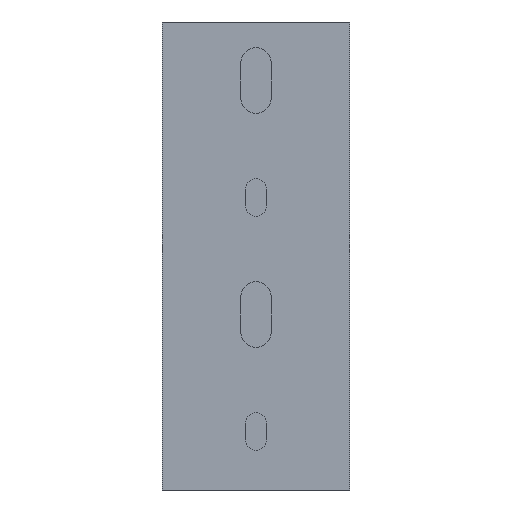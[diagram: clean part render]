
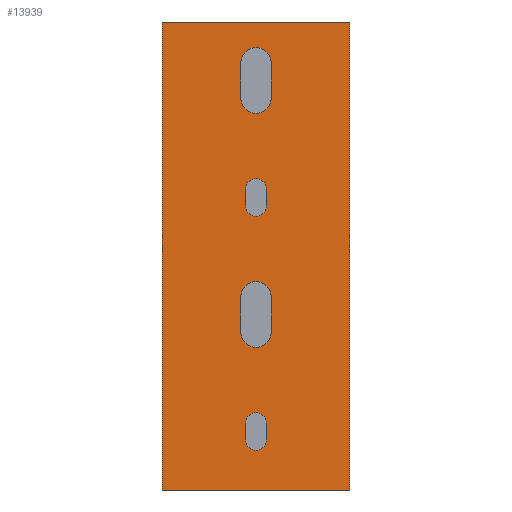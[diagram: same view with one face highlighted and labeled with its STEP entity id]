
A CAD part, front view. The second image highlights one B-rep face of the part: STEP entity #13939.
In plain terms, the highlighted planar face has unit normal (0, -1, 0).
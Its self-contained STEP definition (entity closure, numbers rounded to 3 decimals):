
#267=DIRECTION('',(-1.,0.,0.));
#268=VECTOR('',#267,40.1);
#269=CARTESIAN_POINT('',(20.05,-1.5,0.));
#270=LINE('',#269,#268);
#3596=DIRECTION('',(1.,0.,0.));
#3597=VECTOR('',#3596,40.1);
#3598=CARTESIAN_POINT('',(-20.05,-1.5,-100.));
#3599=LINE('',#3598,#3597);
#3792=DIRECTION('',(0.,0.,-1.));
#3793=VECTOR('',#3792,100.);
#3794=CARTESIAN_POINT('',(-20.05,-1.5,0.));
#3795=LINE('',#3794,#3793);
#6925=DIRECTION('',(0.,0.,-1.));
#6926=VECTOR('',#6925,100.);
#6927=CARTESIAN_POINT('',(20.05,-1.5,0.));
#6928=LINE('',#6927,#6926);
#6932=DIRECTION('',(0.,0.,1.));
#6933=VECTOR('',#6932,3.5);
#6934=CARTESIAN_POINT('',(2.25,-1.5,-89.25));
#6935=LINE('',#6934,#6933);
#6939=DIRECTION('',(0.,0.,1.));
#6940=VECTOR('',#6939,3.5);
#6941=CARTESIAN_POINT('',(-2.25,-1.5,-89.25));
#6942=LINE('',#6941,#6940);
#6946=DIRECTION('',(0.,0.,1.));
#6947=VECTOR('',#6946,7.5);
#6948=CARTESIAN_POINT('',(3.25,-1.5,-16.25));
#6949=LINE('',#6948,#6947);
#6953=DIRECTION('',(0.,0.,1.));
#6954=VECTOR('',#6953,7.5);
#6955=CARTESIAN_POINT('',(-3.25,-1.5,-16.25));
#6956=LINE('',#6955,#6954);
#6960=DIRECTION('',(0.,0.,1.));
#6961=VECTOR('',#6960,3.5);
#6962=CARTESIAN_POINT('',(2.25,-1.5,-39.25));
#6963=LINE('',#6962,#6961);
#6967=DIRECTION('',(0.,0.,1.));
#6968=VECTOR('',#6967,3.5);
#6969=CARTESIAN_POINT('',(-2.25,-1.5,-39.25));
#6970=LINE('',#6969,#6968);
#6974=DIRECTION('',(0.,0.,1.));
#6975=VECTOR('',#6974,7.5);
#6976=CARTESIAN_POINT('',(3.25,-1.5,-66.25));
#6977=LINE('',#6976,#6975);
#6981=DIRECTION('',(0.,0.,1.));
#6982=VECTOR('',#6981,7.5);
#6983=CARTESIAN_POINT('',(-3.25,-1.5,-66.25));
#6984=LINE('',#6983,#6982);
#6988=CARTESIAN_POINT('',(0.,-1.5,-89.25));
#6989=DIRECTION('',(0.,1.,0.));
#6990=DIRECTION('',(1.,0.,0.));
#6991=AXIS2_PLACEMENT_3D('',#6988,#6989,#6990);
#7026=CARTESIAN_POINT('',(0.,-1.5,-85.75));
#7027=DIRECTION('',(0.,1.,0.));
#7028=DIRECTION('',(-1.,0.,0.));
#7029=AXIS2_PLACEMENT_3D('',#7026,#7027,#7028);
#7048=CARTESIAN_POINT('',(0.,-1.5,-16.25));
#7049=DIRECTION('',(0.,1.,0.));
#7050=DIRECTION('',(1.,0.,0.));
#7051=AXIS2_PLACEMENT_3D('',#7048,#7049,#7050);
#7086=CARTESIAN_POINT('',(0.,-1.5,-8.75));
#7087=DIRECTION('',(0.,1.,0.));
#7088=DIRECTION('',(-1.,0.,0.));
#7089=AXIS2_PLACEMENT_3D('',#7086,#7087,#7088);
#7108=CARTESIAN_POINT('',(0.,-1.5,-39.25));
#7109=DIRECTION('',(0.,1.,0.));
#7110=DIRECTION('',(1.,0.,0.));
#7111=AXIS2_PLACEMENT_3D('',#7108,#7109,#7110);
#7146=CARTESIAN_POINT('',(0.,-1.5,-35.75));
#7147=DIRECTION('',(0.,1.,0.));
#7148=DIRECTION('',(-1.,0.,0.));
#7149=AXIS2_PLACEMENT_3D('',#7146,#7147,#7148);
#7168=CARTESIAN_POINT('',(0.,-1.5,-66.25));
#7169=DIRECTION('',(0.,1.,0.));
#7170=DIRECTION('',(1.,0.,0.));
#7171=AXIS2_PLACEMENT_3D('',#7168,#7169,#7170);
#7206=CARTESIAN_POINT('',(0.,-1.5,-58.75));
#7207=DIRECTION('',(0.,1.,0.));
#7208=DIRECTION('',(-1.,0.,0.));
#7209=AXIS2_PLACEMENT_3D('',#7206,#7207,#7208);
#7228=CARTESIAN_POINT('',(-3.25,-1.5,-8.75));
#7229=CARTESIAN_POINT('',(3.25,-1.5,-8.75));
#7230=VERTEX_POINT('',#7228);
#7231=VERTEX_POINT('',#7229);
#7240=CARTESIAN_POINT('',(3.25,-1.5,-16.25));
#7241=CARTESIAN_POINT('',(-3.25,-1.5,-16.25));
#7242=VERTEX_POINT('',#7240);
#7243=VERTEX_POINT('',#7241);
#7244=CARTESIAN_POINT('',(-2.25,-1.5,-35.75));
#7245=CARTESIAN_POINT('',(2.25,-1.5,-35.75));
#7246=VERTEX_POINT('',#7244);
#7247=VERTEX_POINT('',#7245);
#7256=CARTESIAN_POINT('',(2.25,-1.5,-39.25));
#7257=CARTESIAN_POINT('',(-2.25,-1.5,-39.25));
#7258=VERTEX_POINT('',#7256);
#7259=VERTEX_POINT('',#7257);
#7260=CARTESIAN_POINT('',(-3.25,-1.5,-66.25));
#7261=CARTESIAN_POINT('',(-3.25,-1.5,-58.75));
#7262=VERTEX_POINT('',#7260);
#7263=VERTEX_POINT('',#7261);
#7264=CARTESIAN_POINT('',(-2.25,-1.5,-89.25));
#7265=CARTESIAN_POINT('',(-2.25,-1.5,-85.75));
#7266=VERTEX_POINT('',#7264);
#7267=VERTEX_POINT('',#7265);
#7276=CARTESIAN_POINT('',(3.25,-1.5,-66.25));
#7277=CARTESIAN_POINT('',(3.25,-1.5,-58.75));
#7278=VERTEX_POINT('',#7276);
#7279=VERTEX_POINT('',#7277);
#7280=CARTESIAN_POINT('',(2.25,-1.5,-89.25));
#7281=CARTESIAN_POINT('',(2.25,-1.5,-85.75));
#7282=VERTEX_POINT('',#7280);
#7283=VERTEX_POINT('',#7281);
#7356=CARTESIAN_POINT('',(-20.05,-1.5,0.));
#7357=CARTESIAN_POINT('',(-20.05,-1.5,-100.));
#7358=VERTEX_POINT('',#7356);
#7359=VERTEX_POINT('',#7357);
#7360=CARTESIAN_POINT('',(20.05,-1.5,0.));
#7361=CARTESIAN_POINT('',(20.05,-1.5,-100.));
#7362=VERTEX_POINT('',#7360);
#7363=VERTEX_POINT('',#7361);
#13888=CARTESIAN_POINT('',(-20.05,-1.5,0.));
#13889=DIRECTION('',(0.,-1.,0.));
#13890=DIRECTION('',(1.,0.,0.));
#13891=AXIS2_PLACEMENT_3D('',#13888,#13889,#13890);
#13892=PLANE('',#13891);
#13893=ORIENTED_EDGE('',*,*,#8549,.F.);
#13894=ORIENTED_EDGE('',*,*,#8698,.T.);
#13895=ORIENTED_EDGE('',*,*,#11207,.F.);
#13896=ORIENTED_EDGE('',*,*,#11469,.F.);
#13897=EDGE_LOOP('',(#13893,#13894,#13895,#13896));
#13898=FACE_OUTER_BOUND('',#13897,.F.);
#13900=ORIENTED_EDGE('',*,*,#13899,.F.);
#13902=ORIENTED_EDGE('',*,*,#13901,.T.);
#13904=ORIENTED_EDGE('',*,*,#13903,.F.);
#13906=ORIENTED_EDGE('',*,*,#13905,.F.);
#13907=EDGE_LOOP('',(#13900,#13902,#13904,#13906));
#13908=FACE_BOUND('',#13907,.F.);
#13910=ORIENTED_EDGE('',*,*,#13909,.F.);
#13912=ORIENTED_EDGE('',*,*,#13911,.T.);
#13914=ORIENTED_EDGE('',*,*,#13913,.F.);
#13916=ORIENTED_EDGE('',*,*,#13915,.F.);
#13917=EDGE_LOOP('',(#13910,#13912,#13914,#13916));
#13918=FACE_BOUND('',#13917,.F.);
#13920=ORIENTED_EDGE('',*,*,#13919,.F.);
#13922=ORIENTED_EDGE('',*,*,#13921,.T.);
#13924=ORIENTED_EDGE('',*,*,#13923,.F.);
#13926=ORIENTED_EDGE('',*,*,#13925,.F.);
#13927=EDGE_LOOP('',(#13920,#13922,#13924,#13926));
#13928=FACE_BOUND('',#13927,.F.);
#13930=ORIENTED_EDGE('',*,*,#13929,.F.);
#13932=ORIENTED_EDGE('',*,*,#13931,.T.);
#13934=ORIENTED_EDGE('',*,*,#13933,.F.);
#13936=ORIENTED_EDGE('',*,*,#13935,.F.);
#13937=EDGE_LOOP('',(#13930,#13932,#13934,#13936));
#13938=FACE_BOUND('',#13937,.F.);
#6992=CIRCLE('',#6991,2.25);
#7030=CIRCLE('',#7029,2.25);
#7052=CIRCLE('',#7051,3.25);
#7090=CIRCLE('',#7089,3.25);
#7112=CIRCLE('',#7111,2.25);
#7150=CIRCLE('',#7149,2.25);
#7172=CIRCLE('',#7171,3.25);
#7210=CIRCLE('',#7209,3.25);
#8549=EDGE_CURVE('',#7362,#7358,#270,.T.);
#8698=EDGE_CURVE('',#7362,#7363,#6928,.T.);
#11207=EDGE_CURVE('',#7359,#7363,#3599,.T.);
#11469=EDGE_CURVE('',#7358,#7359,#3795,.T.);
#13899=EDGE_CURVE('',#7282,#7266,#6992,.T.);
#13901=EDGE_CURVE('',#7282,#7283,#6935,.T.);
#13903=EDGE_CURVE('',#7267,#7283,#7030,.T.);
#13905=EDGE_CURVE('',#7266,#7267,#6942,.T.);
#13909=EDGE_CURVE('',#7242,#7243,#7052,.T.);
#13911=EDGE_CURVE('',#7242,#7231,#6949,.T.);
#13913=EDGE_CURVE('',#7230,#7231,#7090,.T.);
#13915=EDGE_CURVE('',#7243,#7230,#6956,.T.);
#13919=EDGE_CURVE('',#7258,#7259,#7112,.T.);
#13921=EDGE_CURVE('',#7258,#7247,#6963,.T.);
#13923=EDGE_CURVE('',#7246,#7247,#7150,.T.);
#13925=EDGE_CURVE('',#7259,#7246,#6970,.T.);
#13929=EDGE_CURVE('',#7278,#7262,#7172,.T.);
#13931=EDGE_CURVE('',#7278,#7279,#6977,.T.);
#13933=EDGE_CURVE('',#7263,#7279,#7210,.T.);
#13935=EDGE_CURVE('',#7262,#7263,#6984,.T.);
#13939=ADVANCED_FACE('',(#13898,#13908,#13918,#13928,#13938),#13892,.T.);
